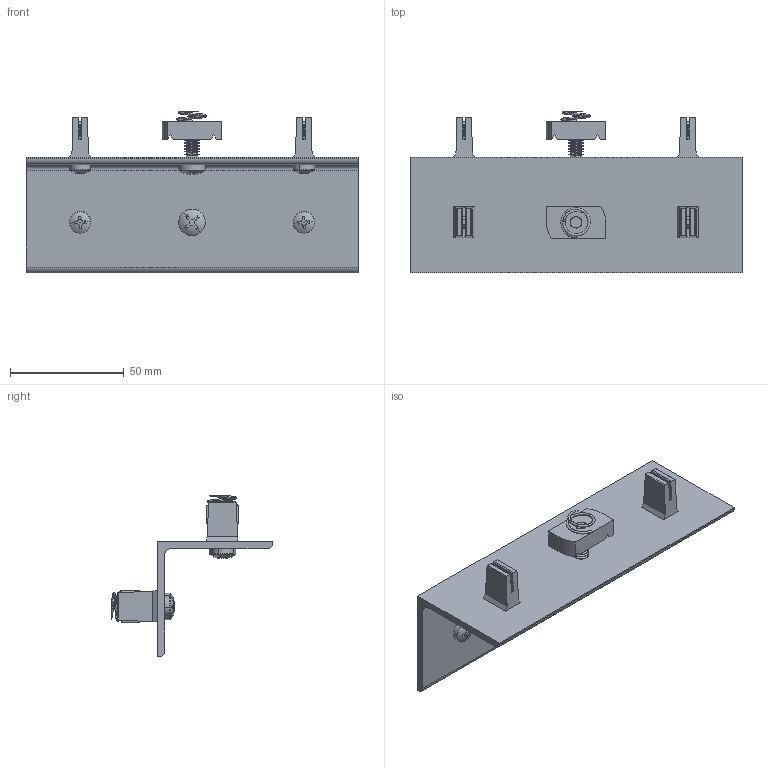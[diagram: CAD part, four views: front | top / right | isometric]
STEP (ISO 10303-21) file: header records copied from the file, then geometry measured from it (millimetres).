
FILE_DESCRIPTION (( 'STEP AP203' ), '1' );
FILE_NAME ('3027.STEP', '2017-05-18T19:42:10', ( 'admin' ), ( 'Hewlett-Packard Company' ), 'SwSTEP 2.0', 'SolidWorks 2017', '' );
FILE_SCHEMA (( 'CONFIG_CONTROL_DESIGN' ));
Length unit declared in the file: inch
Products named in the file (6): 3027P; 2098_HFBOLT 0.25-20x1.25x0.75-C; 2023; 7016; 2049; 3027
Assembly tree (13 placements, depth 2):
  3027
    3027P
    2098_HFBOLT 0.25-20x1.25x0.75-C  x2
    2023  x2
    7016  x4
    2049  x4
Bounding box: 146.05 x 71.19 x 71.19 mm (x, y, z)
Volume: 58812.6 mm3; surface area: 42473 mm2
Topology: 17 solids, 17 shells, 893 faces, 2165 edges, 1322 vertices
Faces by surface type: cone 380, plane 290, cylinder 123, bspline 68, torus 32
Entity records: 11936 total; most frequent: CARTESIAN_POINT 3818, DIRECTION 1558, ORIENTED_EDGE 1512, EDGE_CURVE 756, AXIS2_PLACEMENT_3D 597, VERTEX_POINT 469, LINE 364, VECTOR 364
